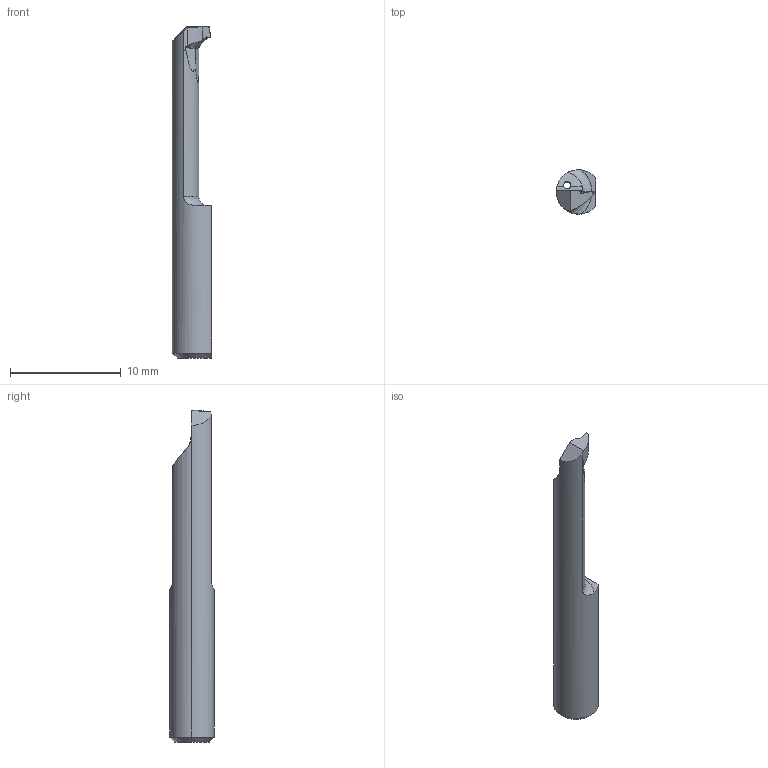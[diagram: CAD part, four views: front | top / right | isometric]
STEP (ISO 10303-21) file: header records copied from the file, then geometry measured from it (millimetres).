
FILE_DESCRIPTION (( 'STEP AP203' ), '1' );
FILE_NAME ('RP70.4-16.step', '2023-10-09T15:07:41', ( '' ), ( '' ), 'SwSTEP 2.0', 'SolidWorks 2022', '' );
FILE_SCHEMA (( 'CONFIG_CONTROL_DESIGN' ));
Length unit declared in the file: millimetre
Products named in the file (1): RP70.4-16
Bounding box: 3.55 x 4 x 30 mm (x, y, z)
Volume: 241.2 mm3; surface area: 380.5 mm2
Topology: 1 solids, 1 shells, 39 faces, 107 edges, 69 vertices
Faces by surface type: plane 16, cylinder 12, torus 6, cone 5
Entity records: 1379 total; most frequent: CARTESIAN_POINT 375, ORIENTED_EDGE 214, DIRECTION 176, EDGE_CURVE 107, VERTEX_POINT 69, AXIS2_PLACEMENT_3D 65, LINE 46, VECTOR 46
